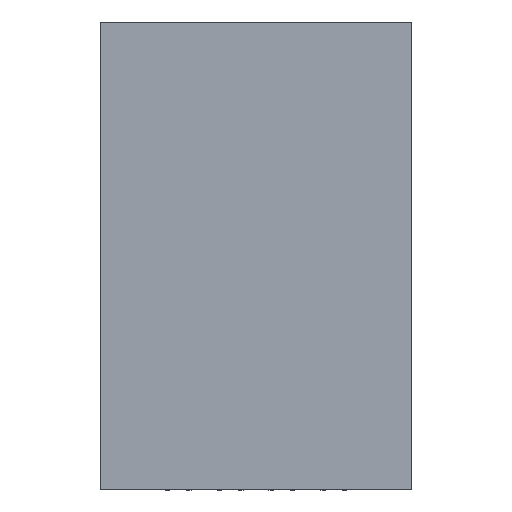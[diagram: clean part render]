
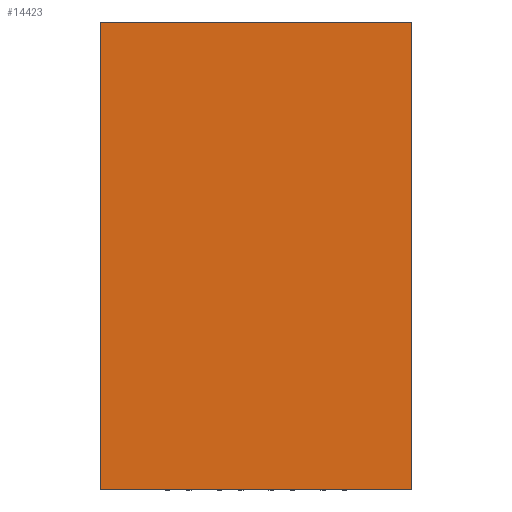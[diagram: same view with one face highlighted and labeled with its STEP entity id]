
A CAD part, top view. The second image highlights one B-rep face of the part: STEP entity #14423.
In plain terms, the highlighted face is planar.
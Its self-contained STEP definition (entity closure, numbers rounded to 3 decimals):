
#12498=DIRECTION('',(1.,0.,0.));
#12499=VECTOR('',#12498,3.);
#12500=CARTESIAN_POINT('',(-1.5,0.975,2.25));
#12501=LINE('',#12500,#12499);
#12505=DIRECTION('',(0.,0.,1.));
#12506=VECTOR('',#12505,4.5);
#12507=CARTESIAN_POINT('',(-1.5,0.975,-2.25));
#12508=LINE('',#12507,#12506);
#12512=DIRECTION('',(-1.,0.,0.));
#12513=VECTOR('',#12512,3.);
#12514=CARTESIAN_POINT('',(1.5,0.975,-2.25));
#12515=LINE('',#12514,#12513);
#12519=DIRECTION('',(0.,0.,-1.));
#12520=VECTOR('',#12519,4.5);
#12521=CARTESIAN_POINT('',(1.5,0.975,2.25));
#12522=LINE('',#12521,#12520);
#13251=CARTESIAN_POINT('',(-1.5,0.975,2.25));
#13252=CARTESIAN_POINT('',(1.5,0.975,2.25));
#13253=VERTEX_POINT('',#13251);
#13254=VERTEX_POINT('',#13252);
#13255=CARTESIAN_POINT('',(1.5,0.975,-2.25));
#13256=VERTEX_POINT('',#13255);
#13257=CARTESIAN_POINT('',(-1.5,0.975,-2.25));
#13258=VERTEX_POINT('',#13257);
#14410=CARTESIAN_POINT('',(0.,0.975,0.));
#14411=DIRECTION('',(0.,1.,0.));
#14412=DIRECTION('',(1.,0.,0.));
#14413=AXIS2_PLACEMENT_3D('',#14410,#14411,#14412);
#14414=PLANE('',#14413);
#14415=ORIENTED_EDGE('',*,*,#14331,.F.);
#14416=ORIENTED_EDGE('',*,*,#13981,.F.);
#14418=ORIENTED_EDGE('',*,*,#14417,.F.);
#14420=ORIENTED_EDGE('',*,*,#14419,.F.);
#14421=EDGE_LOOP('',(#14415,#14416,#14418,#14420));
#14422=FACE_OUTER_BOUND('',#14421,.F.);
#13981=EDGE_CURVE('',#13258,#13253,#12508,.T.);
#14331=EDGE_CURVE('',#13253,#13254,#12501,.T.);
#14417=EDGE_CURVE('',#13256,#13258,#12515,.T.);
#14419=EDGE_CURVE('',#13254,#13256,#12522,.T.);
#14423=ADVANCED_FACE('',(#14422),#14414,.T.);
